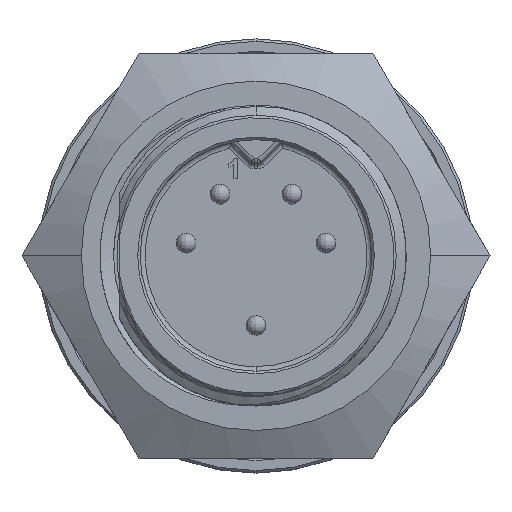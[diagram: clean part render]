
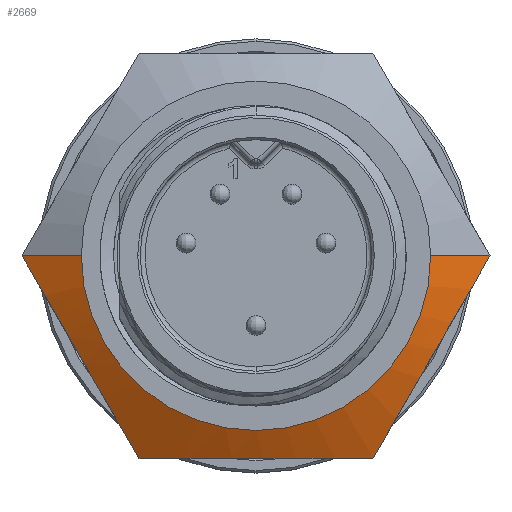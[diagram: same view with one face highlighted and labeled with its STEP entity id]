
A CAD part, top view. The second image highlights one B-rep face of the part: STEP entity #2669.
In plain terms, the highlighted conical face has half-angle 61.689 degrees and reference radius 11.926 mm.
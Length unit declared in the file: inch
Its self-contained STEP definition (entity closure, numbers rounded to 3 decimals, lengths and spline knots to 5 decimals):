
#1825 = CARTESIAN_POINT ( 'NONE',  ( -0.2344, -0.406, -0.435 ) ) ;
#1914 = B_SPLINE_CURVE_WITH_KNOTS ( 'NONE', 3,
 ( #18870, #18871, #18872, #18873, #18874, #18875, #18876, #18877, #18878, #18879, #18880, #18881 ),
 .UNSPECIFIED., .F., .F.,
 ( 4, 2, 2, 2, 2, 4 ),
 ( 0., 0.003, 0.00601, 0.00751, 0.00901, 0.01201 ),
 .UNSPECIFIED. ) ;
#1943 = B_SPLINE_CURVE_WITH_KNOTS ( 'NONE', 3,
 ( #23818, #23819, #23820, #23821, #23822, #23823, #23824, #23825, #23826, #23827, #23828, #23829 ),
 .UNSPECIFIED., .F., .F.,
 ( 4, 2, 2, 2, 2, 4 ),
 ( 0., 0.003, 0.00601, 0.00751, 0.00901, 0.01201 ),
 .UNSPECIFIED. ) ;
#2555 = B_SPLINE_CURVE_WITH_KNOTS ( 'NONE', 3,
 ( #6912, #6916, #6917, #6918, #6919, #6920, #6921, #6922, #6923, #6924, #6925, #6926 ),
 .UNSPECIFIED., .F., .F.,
 ( 4, 2, 2, 2, 2, 4 ),
 ( 0., 0.003, 0.00601, 0.00751, 0.00901, 0.01201 ),
 .UNSPECIFIED. ) ;
#2669 = ADVANCED_FACE ( 'NONE', ( #18126 ), #10561, .T. ) ;
#2821 = EDGE_CURVE ( 'NONE', #13488, #13486, #10551, .T. ) ;
#2884 = EDGE_CURVE ( 'NONE', #13479, #13815, #2555, .T. ) ;
#3152 = EDGE_CURVE ( 'NONE', #14117, #13477, #1914, .T. ) ;
#3191 = EDGE_CURVE ( 'NONE', #13815, #14117, #1943, .T. ) ;
#3959 = DIRECTION ( 'NONE',  ( -1., 0., 0. ) ) ;
#3960 = DIRECTION ( 'NONE',  ( 0., 0., -1. ) ) ;
#3961 = CARTESIAN_POINT ( 'NONE',  ( 0., 0., -0.43538 ) ) ;
#4659 = EDGE_LOOP ( 'NONE', ( #13598, #13586, #13847, #13657, #13548, #13404 ) ) ;
#6594 = CARTESIAN_POINT ( 'NONE',  ( 0., 0., -0.371 ) ) ;
#6640 = DIRECTION ( 'NONE',  ( 0., 0., -1. ) ) ;
#6641 = DIRECTION ( 'NONE',  ( -1., 0., 0. ) ) ;
#6912 = CARTESIAN_POINT ( 'NONE',  ( 0.46881, 0., -0.435 ) ) ;
#6916 = CARTESIAN_POINT ( 'NONE',  ( 0.44962, -0.03323, -0.42466 ) ) ;
#6917 = CARTESIAN_POINT ( 'NONE',  ( 0.43031, -0.06668, -0.41616 ) ) ;
#6918 = CARTESIAN_POINT ( 'NONE',  ( 0.39133, -0.13419, -0.4044 ) ) ;
#6919 = CARTESIAN_POINT ( 'NONE',  ( 0.37166, -0.16826, -0.40118 ) ) ;
#6920 = CARTESIAN_POINT ( 'NONE',  ( 0.34184, -0.21992, -0.40116 ) ) ;
#6921 = CARTESIAN_POINT ( 'NONE',  ( 0.33186, -0.2372, -0.40195 ) ) ;
#6922 = CARTESIAN_POINT ( 'NONE',  ( 0.3121, -0.27143, -0.40502 ) ) ;
#6923 = CARTESIAN_POINT ( 'NONE',  ( 0.30228, -0.28844, -0.4073 ) ) ;
#6924 = CARTESIAN_POINT ( 'NONE',  ( 0.27295, -0.33923, -0.41613 ) ) ;
#6925 = CARTESIAN_POINT ( 'NONE',  ( 0.25361, -0.37274, -0.42465 ) ) ;
#6926 = CARTESIAN_POINT ( 'NONE',  ( 0.2344, -0.406, -0.435 ) ) ;
#10492 = EDGE_CURVE ( 'NONE', #13486, #13477, #20548, .T. ) ;
#10498 = EDGE_CURVE ( 'NONE', #13488, #13479, #20572, .T. ) ;
#10551 = CIRCLE ( 'NONE', #17352, 0.35 ) ;
#10561 = CONICAL_SURFACE ( 'NONE', #18110, 0.46952, 1.077 ) ;
#13090 = VECTOR ( 'NONE', #20550, 39.37008 ) ;
#13096 = VECTOR ( 'NONE', #20574, 39.37008 ) ;
#13404 = ORIENTED_EDGE ( 'NONE', *, *, #2884, .F. ) ;
#13477 = VERTEX_POINT ( 'NONE', #20855 ) ;
#13479 = VERTEX_POINT ( 'NONE', #20857 ) ;
#13486 = VERTEX_POINT ( 'NONE', #20859 ) ;
#13488 = VERTEX_POINT ( 'NONE', #20860 ) ;
#13548 = ORIENTED_EDGE ( 'NONE', *, *, #3191, .F. ) ;
#13586 = ORIENTED_EDGE ( 'NONE', *, *, #2821, .T. ) ;
#13598 = ORIENTED_EDGE ( 'NONE', *, *, #10498, .F. ) ;
#13657 = ORIENTED_EDGE ( 'NONE', *, *, #3152, .F. ) ;
#13815 = VERTEX_POINT ( 'NONE', #20986 ) ;
#13847 = ORIENTED_EDGE ( 'NONE', *, *, #10492, .T. ) ;
#14117 = VERTEX_POINT ( 'NONE', #1825 ) ;
#17352 = AXIS2_PLACEMENT_3D ( 'NONE', #6594, #6640, #6641 ) ;
#18110 = AXIS2_PLACEMENT_3D ( 'NONE', #3961, #3960, #3959 ) ;
#18126 = FACE_OUTER_BOUND ( 'NONE', #4659, .T. ) ;
#18870 = CARTESIAN_POINT ( 'NONE',  ( -0.2344, -0.406, -0.435 ) ) ;
#18871 = CARTESIAN_POINT ( 'NONE',  ( -0.25359, -0.37277, -0.42466 ) ) ;
#18872 = CARTESIAN_POINT ( 'NONE',  ( -0.2729, -0.33932, -0.41616 ) ) ;
#18873 = CARTESIAN_POINT ( 'NONE',  ( -0.31188, -0.27181, -0.4044 ) ) ;
#18874 = CARTESIAN_POINT ( 'NONE',  ( -0.33155, -0.23774, -0.40118 ) ) ;
#18875 = CARTESIAN_POINT ( 'NONE',  ( -0.36138, -0.18608, -0.40116 ) ) ;
#18876 = CARTESIAN_POINT ( 'NONE',  ( -0.37135, -0.1688, -0.40195 ) ) ;
#18877 = CARTESIAN_POINT ( 'NONE',  ( -0.39111, -0.13457, -0.40502 ) ) ;
#18878 = CARTESIAN_POINT ( 'NONE',  ( -0.40094, -0.11756, -0.4073 ) ) ;
#18879 = CARTESIAN_POINT ( 'NONE',  ( -0.43026, -0.06677, -0.41613 ) ) ;
#18880 = CARTESIAN_POINT ( 'NONE',  ( -0.4496, -0.03326, -0.42465 ) ) ;
#18881 = CARTESIAN_POINT ( 'NONE',  ( -0.46881, 0., -0.435 ) ) ;
#20548 = LINE ( 'NONE', #20549, #13090 ) ;
#20549 = CARTESIAN_POINT ( 'NONE',  ( -0.46952, 0., -0.43538 ) ) ;
#20550 = DIRECTION ( 'NONE',  ( -0.88, 0., -0.474 ) ) ;
#20572 = LINE ( 'NONE', #20573, #13096 ) ;
#20573 = CARTESIAN_POINT ( 'NONE',  ( 0.46952, 0., -0.43538 ) ) ;
#20574 = DIRECTION ( 'NONE',  ( 0.88, 0., -0.474 ) ) ;
#20855 = CARTESIAN_POINT ( 'NONE',  ( -0.46881, 0., -0.435 ) ) ;
#20857 = CARTESIAN_POINT ( 'NONE',  ( 0.46881, 0., -0.435 ) ) ;
#20859 = CARTESIAN_POINT ( 'NONE',  ( -0.35, 0., -0.371 ) ) ;
#20860 = CARTESIAN_POINT ( 'NONE',  ( 0.35, 0., -0.371 ) ) ;
#20986 = CARTESIAN_POINT ( 'NONE',  ( 0.2344, -0.406, -0.435 ) ) ;
#23818 = CARTESIAN_POINT ( 'NONE',  ( 0.2344, -0.406, -0.435 ) ) ;
#23819 = CARTESIAN_POINT ( 'NONE',  ( 0.19603, -0.406, -0.42466 ) ) ;
#23820 = CARTESIAN_POINT ( 'NONE',  ( 0.15741, -0.406, -0.41616 ) ) ;
#23821 = CARTESIAN_POINT ( 'NONE',  ( 0.07945, -0.406, -0.4044 ) ) ;
#23822 = CARTESIAN_POINT ( 'NONE',  ( 0.04012, -0.406, -0.40118 ) ) ;
#23823 = CARTESIAN_POINT ( 'NONE',  ( -0.01954, -0.406, -0.40116 ) ) ;
#23824 = CARTESIAN_POINT ( 'NONE',  ( -0.03949, -0.406, -0.40195 ) ) ;
#23825 = CARTESIAN_POINT ( 'NONE',  ( -0.07901, -0.406, -0.40502 ) ) ;
#23826 = CARTESIAN_POINT ( 'NONE',  ( -0.09866, -0.406, -0.4073 ) ) ;
#23827 = CARTESIAN_POINT ( 'NONE',  ( -0.1573, -0.406, -0.41613 ) ) ;
#23828 = CARTESIAN_POINT ( 'NONE',  ( -0.19599, -0.406, -0.42465 ) ) ;
#23829 = CARTESIAN_POINT ( 'NONE',  ( -0.2344, -0.406, -0.435 ) ) ;
